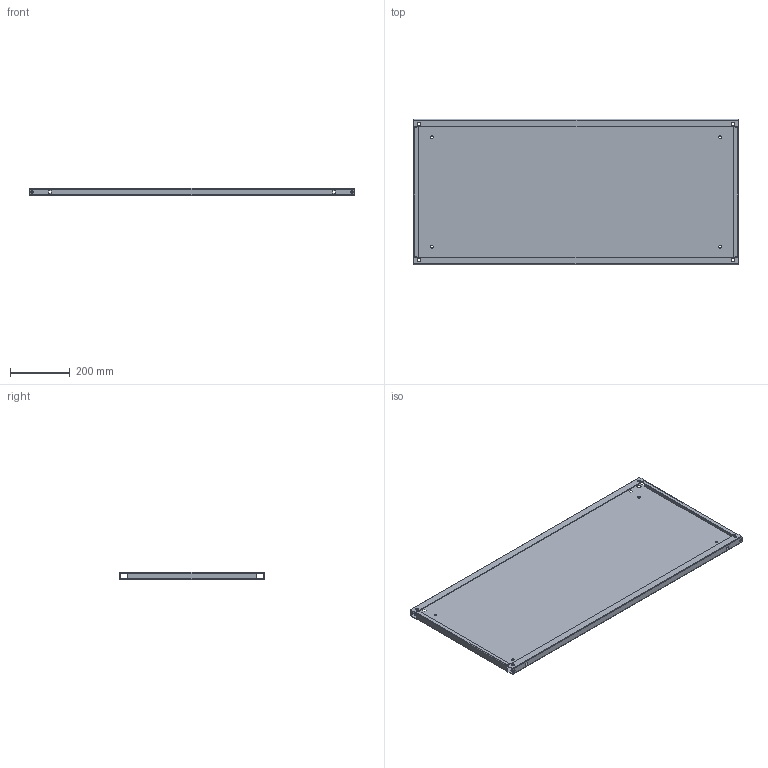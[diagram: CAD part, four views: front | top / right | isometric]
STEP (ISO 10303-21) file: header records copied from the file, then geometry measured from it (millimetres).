
FILE_DESCRIPTION (( 'STEP AP203' ), '1' );
FILE_NAME ('1200x600.step', '2011-12-15T10:34:29', ( 'User' ), ( 'DKC' ), 'SwSTEP 2.0', 'SolidWorks 2011', '' );
FILE_SCHEMA (( 'CONFIG_CONTROL_DESIGN' ));
Length unit declared in the file: millimetre
Products named in the file (1): 1200x600
Bounding box: 1083.02 x 486 x 25 mm (x, y, z)
Volume: 1618862.5 mm3; surface area: 1305782.1 mm2
Topology: 1 solids, 1 shells, 150 faces, 384 edges, 236 vertices
Faces by surface type: plane 102, cylinder 48
Entity records: 4641 total; most frequent: DIRECTION 786, CARTESIAN_POINT 771, ORIENTED_EDGE 768, EDGE_CURVE 384, VECTOR 284, LINE 284, AXIS2_PLACEMENT_3D 251, VERTEX_POINT 236
